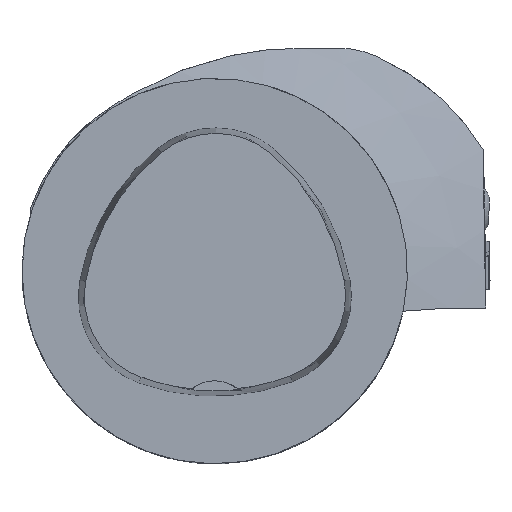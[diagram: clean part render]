
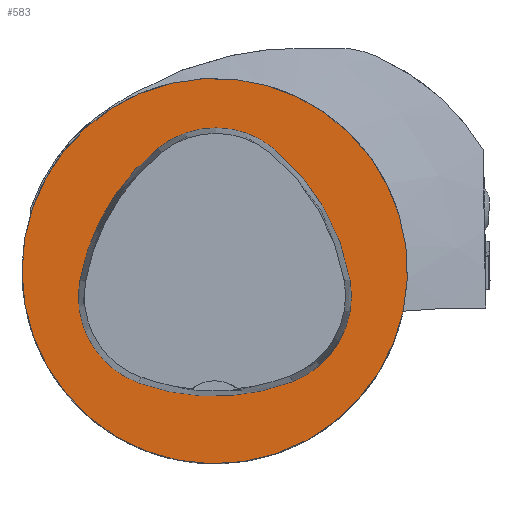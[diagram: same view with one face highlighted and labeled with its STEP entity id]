
A CAD part, top view. The second image highlights one B-rep face of the part: STEP entity #583.
In plain terms, the highlighted planar face has unit normal (0, 0, 1).
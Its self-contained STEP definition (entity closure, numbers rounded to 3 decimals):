
#247=FACE_BOUND('',#1065,.T.);
#248=FACE_BOUND('',#1066,.T.);
#342=CIRCLE('',#3573,31.5);
#348=CIRCLE('',#3609,36.);
#350=CIRCLE('',#3612,15.);
#352=CIRCLE('',#3615,36.);
#354=CIRCLE('',#3618,15.);
#358=CIRCLE('',#3623,36.);
#360=CIRCLE('',#3626,15.);
#583=ADVANCED_FACE('',(#247,#248),#775,.T.);
#775=PLANE('',#3631);
#1065=EDGE_LOOP('',(#1410,#1411,#1412,#1413,#1414,#1415));
#1066=EDGE_LOOP('',(#1416));
#1410=ORIENTED_EDGE('',*,*,#2656,.T.);
#1411=ORIENTED_EDGE('',*,*,#2636,.T.);
#1412=ORIENTED_EDGE('',*,*,#2640,.T.);
#1413=ORIENTED_EDGE('',*,*,#2643,.T.);
#1414=ORIENTED_EDGE('',*,*,#2646,.T.);
#1415=ORIENTED_EDGE('',*,*,#2654,.T.);
#1416=ORIENTED_EDGE('',*,*,#2589,.F.);
#2275=VERTEX_POINT('',#5028);
#2307=VERTEX_POINT('',#5155);
#2308=VERTEX_POINT('',#5156);
#2311=VERTEX_POINT('',#5164);
#2313=VERTEX_POINT('',#5170);
#2315=VERTEX_POINT('',#5176);
#2322=VERTEX_POINT('',#5197);
#2589=EDGE_CURVE('',#2275,#2275,#342,.T.);
#2636=EDGE_CURVE('',#2307,#2308,#348,.T.);
#2640=EDGE_CURVE('',#2308,#2311,#350,.T.);
#2643=EDGE_CURVE('',#2311,#2313,#352,.T.);
#2646=EDGE_CURVE('',#2313,#2315,#354,.T.);
#2654=EDGE_CURVE('',#2315,#2322,#358,.T.);
#2656=EDGE_CURVE('',#2322,#2307,#360,.T.);
#3573=AXIS2_PLACEMENT_3D('',#5027,#3993,#3994);
#3609=AXIS2_PLACEMENT_3D('',#5154,#4086,#4087);
#3612=AXIS2_PLACEMENT_3D('',#5163,#4094,#4095);
#3615=AXIS2_PLACEMENT_3D('',#5169,#4101,#4102);
#3618=AXIS2_PLACEMENT_3D('',#5175,#4108,#4109);
#3623=AXIS2_PLACEMENT_3D('',#5198,#4120,#4121);
#3626=AXIS2_PLACEMENT_3D('',#5201,#4126,#4127);
#3631=AXIS2_PLACEMENT_3D('',#5206,#4136,#4137);
#3993=DIRECTION('',(0.,0.,-1.));
#3994=DIRECTION('',(-1.,0.,0.));
#4086=DIRECTION('',(0.,0.,-1.));
#4087=DIRECTION('',(-1.,0.,0.));
#4094=DIRECTION('',(0.,0.,-1.));
#4095=DIRECTION('',(-1.,0.,0.));
#4101=DIRECTION('',(0.,0.,-1.));
#4102=DIRECTION('',(-1.,0.,0.));
#4108=DIRECTION('',(0.,0.,-1.));
#4109=DIRECTION('',(-1.,0.,0.));
#4120=DIRECTION('',(0.,0.,-1.));
#4121=DIRECTION('',(-1.,0.,0.));
#4126=DIRECTION('',(0.,0.,-1.));
#4127=DIRECTION('',(-1.,0.,0.));
#4136=DIRECTION('',(0.,0.,1.));
#4137=DIRECTION('',(1.,0.,0.));
#5027=CARTESIAN_POINT('',(0.,0.,0.));
#5028=CARTESIAN_POINT('',(-31.5,0.,0.));
#5154=CARTESIAN_POINT('',(13.398,-7.893,0.));
#5155=CARTESIAN_POINT('',(-22.041,-1.562,0.));
#5156=CARTESIAN_POINT('',(-9.317,20.036,0.));
#5163=CARTESIAN_POINT('',(0.148,8.399,0.));
#5164=CARTESIAN_POINT('',(9.779,19.898,0.));
#5169=CARTESIAN_POINT('',(-13.337,-7.7,0.));
#5170=CARTESIAN_POINT('',(22.122,-1.48,0.));
#5175=CARTESIAN_POINT('',(7.347,-4.071,0.));
#5176=CARTESIAN_POINT('',(12.693,-18.087,0.));
#5197=CARTESIAN_POINT('',(-12.373,-18.307,0.));
#5198=CARTESIAN_POINT('',(-0.137,15.55,0.));
#5201=CARTESIAN_POINT('',(-7.275,-4.2,0.));
#5206=CARTESIAN_POINT('',(0.,0.,0.));
